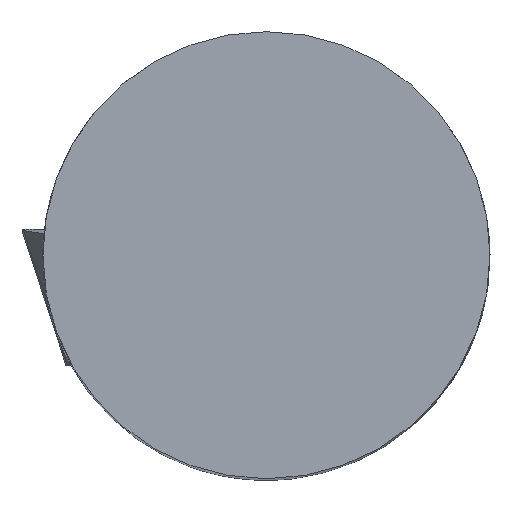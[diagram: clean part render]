
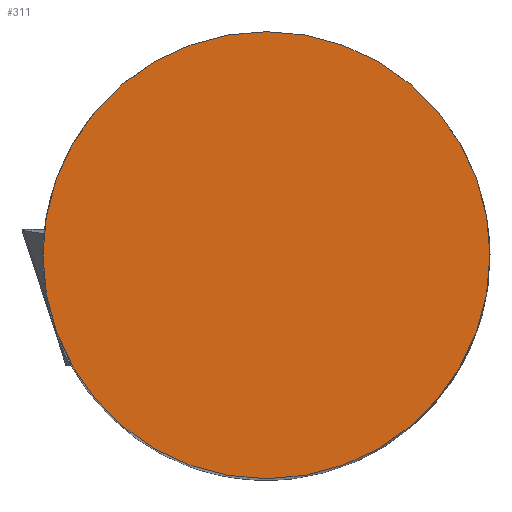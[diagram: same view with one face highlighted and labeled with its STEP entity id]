
A CAD part, top view. The second image highlights one B-rep face of the part: STEP entity #311.
In plain terms, the highlighted planar face has unit normal (0, 0, 1).
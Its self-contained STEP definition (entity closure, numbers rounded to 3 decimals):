
#139=EDGE_CURVE('240[2]',#384,#384,#385,.T.);
#311=ADVANCED_FACE('240[2]',(#621),#622,.T.);
#384=VERTEX_POINT('',#703);
#385=CIRCLE('',#704,4.0);
#621=FACE_OUTER_BOUND('',#1124,.T.);
#622=PLANE('',#1125);
#703=CARTESIAN_POINT('',(-4.0,0.,0.0));
#704=AXIS2_PLACEMENT_3D('',#1196,#1197,#1198);
#1124=EDGE_LOOP('',(#1483));
#1125=AXIS2_PLACEMENT_3D('',#1484,#1485,#1486);
#1196=CARTESIAN_POINT('',(0.,0.,0.0));
#1197=DIRECTION('',(0.,0.,-1.0));
#1198=DIRECTION('',(-1.0,0.,0.));
#1483=ORIENTED_EDGE('',*,*,#139,.F.);
#1484=CARTESIAN_POINT('',(0.,0.,0.0));
#1485=DIRECTION('',(0.,0.,1.0));
#1486=DIRECTION('',(-1.0,0.,0.0));
